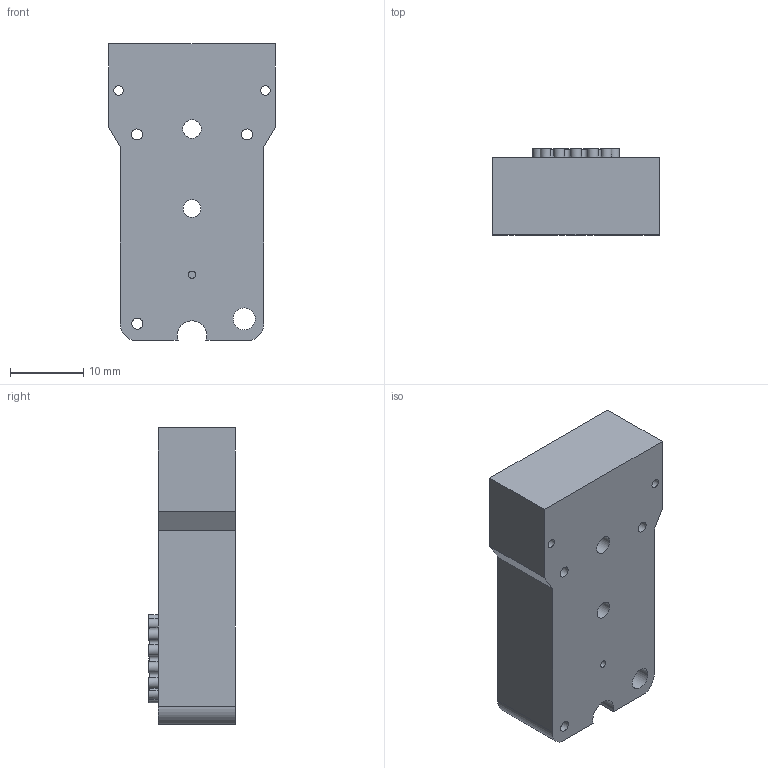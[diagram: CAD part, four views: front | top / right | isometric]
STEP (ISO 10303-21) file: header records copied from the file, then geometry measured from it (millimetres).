
FILE_DESCRIPTION(/* description */ (''),/* implementation_level */ '2;1');
FILE_NAME(/* name */ 'PCB Layout v11.step',/* time_stamp */ '2021-02-15T18:01:05-05:00',/* author */ (''),/* organization */ (''),/* preprocessor_version */ 'ST-DEVELOPER v18.1',/* originating_system */ 'Autodesk Translation Framework v9.7.1.1290',/* authorisation */ '');
FILE_SCHEMA (('AUTOMOTIVE_DESIGN { 1 0 10303 214 3 1 1 }'));
Length unit declared in the file: millimetre
Products named in the file (2): PCB Layout; Component1
Assembly tree (1 placements, depth 2):
  PCB Layout
    Component1
Bounding box: 22.68 x 11.8 x 40.33 mm (x, y, z)
Volume: 8432.9 mm3; surface area: 3691.6 mm2
Topology: 2 solids, 2 shells, 69 faces, 192 edges, 128 vertices
Faces by surface type: cylinder 41, plane 28
Full cylindrical faces by diameter (mm): 1 x1, 1.25 x2, 1.5 x17, 2.408 x1, 2.5 x1, 3 x1, 3.1 x1
Entity records: 2371 total; most frequent: DIRECTION 446, CARTESIAN_POINT 392, ORIENTED_EDGE 384, EDGE_CURVE 192, AXIS2_PLACEMENT_3D 182, VERTEX_POINT 128, CIRCLE 110, EDGE_LOOP 88
